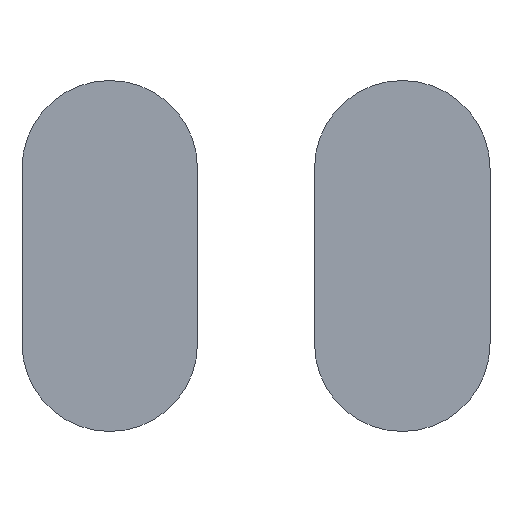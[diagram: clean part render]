
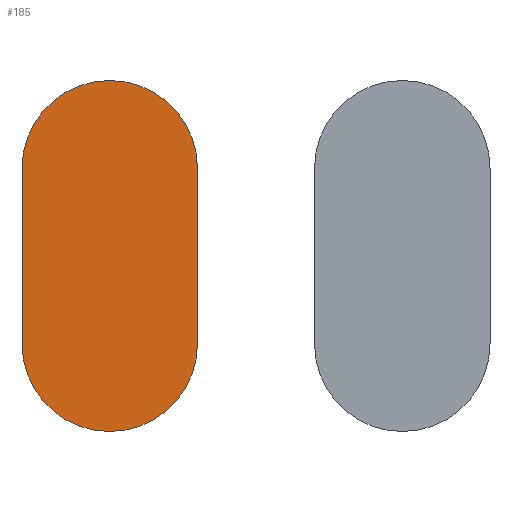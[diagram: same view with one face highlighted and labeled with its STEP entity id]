
A CAD part, top view. The second image highlights one B-rep face of the part: STEP entity #185.
In plain terms, the highlighted planar face has unit normal (0, 0, 1).
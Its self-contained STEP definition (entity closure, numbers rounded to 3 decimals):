
#18=CIRCLE('',#211,0.75);
#20=CIRCLE('',#215,0.75);
#33=FACE_OUTER_BOUND('',#45,.T.);
#45=EDGE_LOOP('',(#141,#142,#143,#144));
#55=LINE('',#294,#71);
#59=LINE('',#306,#75);
#71=VECTOR('',#234,10.);
#75=VECTOR('',#246,10.);
#87=VERTEX_POINT('',#291);
#88=VERTEX_POINT('',#293);
#90=VERTEX_POINT('',#299);
#92=VERTEX_POINT('',#305);
#103=EDGE_CURVE('',#88,#87,#55,.T.);
#106=EDGE_CURVE('',#90,#88,#18,.T.);
#109=EDGE_CURVE('',#92,#90,#59,.T.);
#112=EDGE_CURVE('',#87,#92,#20,.T.);
#141=ORIENTED_EDGE('',*,*,#112,.T.);
#142=ORIENTED_EDGE('',*,*,#109,.T.);
#143=ORIENTED_EDGE('',*,*,#106,.T.);
#144=ORIENTED_EDGE('',*,*,#103,.T.);
#175=PLANE('',#216);
#185=ADVANCED_FACE('',(#33),#175,.T.);
#211=AXIS2_PLACEMENT_3D('',#300,#240,#241);
#215=AXIS2_PLACEMENT_3D('',#310,#252,#253);
#216=AXIS2_PLACEMENT_3D('',#311,#254,#255);
#234=DIRECTION('',(0.,-1.,0.));
#240=DIRECTION('center_axis',(0.,0.,1.));
#241=DIRECTION('ref_axis',(1.,0.,0.));
#246=DIRECTION('',(0.,1.,0.));
#252=DIRECTION('center_axis',(0.,0.,1.));
#253=DIRECTION('ref_axis',(0.,-1.,0.));
#254=DIRECTION('center_axis',(0.,0.,1.));
#255=DIRECTION('ref_axis',(1.,0.,0.));
#291=CARTESIAN_POINT('',(-2.,-0.75,0.1));
#293=CARTESIAN_POINT('',(-2.,0.75,0.1));
#294=CARTESIAN_POINT('',(-2.,0.75,0.1));
#299=CARTESIAN_POINT('',(-0.5,0.75,0.1));
#300=CARTESIAN_POINT('Origin',(-1.25,0.75,0.1));
#305=CARTESIAN_POINT('',(-0.5,-0.75,0.1));
#306=CARTESIAN_POINT('',(-0.5,-0.75,0.1));
#310=CARTESIAN_POINT('Origin',(-1.25,-0.75,0.1));
#311=CARTESIAN_POINT('Origin',(-1.25,0.,0.1));
